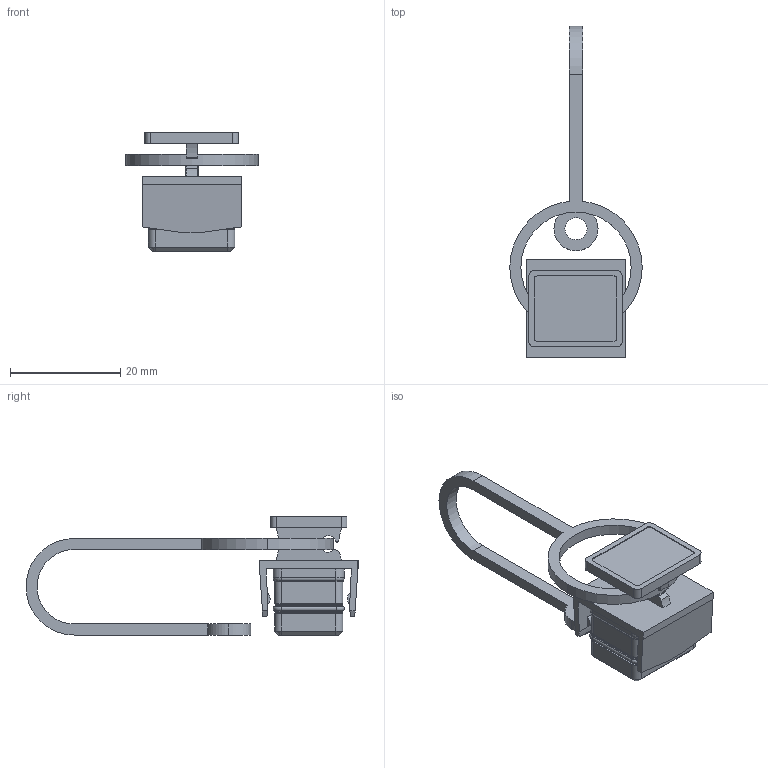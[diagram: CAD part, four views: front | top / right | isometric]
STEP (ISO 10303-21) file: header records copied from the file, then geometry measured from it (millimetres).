
FILE_DESCRIPTION(('CATIA V5 STEP Exchange','CAx-IF Rec.Pracs.--- Model Styling and Organization---1.4--- 2014-01-23'),'2;1');
FILE_NAME ('028597-3_0_1963900000_1963900000.stp','2021-02-02T09:19:02+00:00',('none'),('Weidmueller'),'CATIA Version 5-6 Release 2016 SP3 HF44','CATIA V5 STEP AP214','none');
FILE_SCHEMA(('AUTOMOTIVE_DESIGN { 1 0 10303 214 1 1 1 1 }'));
Length unit declared in the file: millimetre
Products named in the file (1): 1963900000
Bounding box: 24 x 60.19 x 21.6 mm (x, y, z)
Volume: 2900.8 mm3; surface area: 4848.7 mm2
Topology: 3 solids, 3 shells, 281 faces, 648 edges, 376 vertices
Faces by surface type: plane 115, cylinder 102, torus 52, cone 12
Entity records: 7344 total; most frequent: ORIENTED_EDGE 1296, CARTESIAN_POINT 1268, DIRECTION 1106, EDGE_CURVE 648, AXIS2_PLACEMENT_3D 520, VERTEX_POINT 376, VECTOR 356, LINE 356
